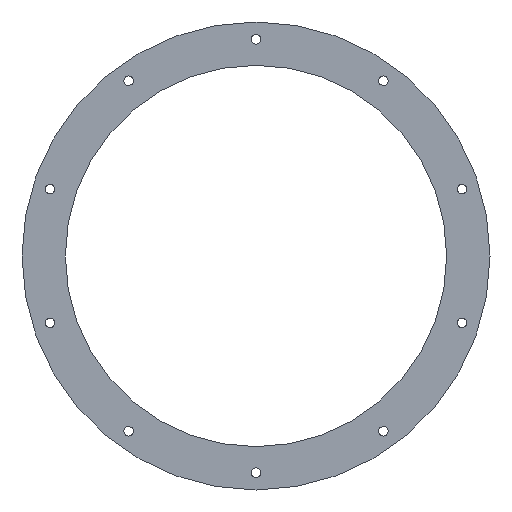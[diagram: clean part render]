
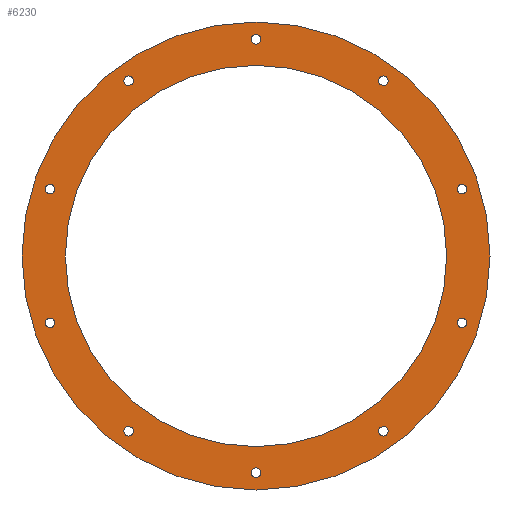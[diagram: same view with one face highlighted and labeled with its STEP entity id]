
A CAD part, front view. The second image highlights one B-rep face of the part: STEP entity #6230.
In plain terms, the highlighted planar face has unit normal (0, -1, 0).
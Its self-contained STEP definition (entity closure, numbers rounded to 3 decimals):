
#54=FACE_BOUND('',#921,.T.);
#55=FACE_BOUND('',#922,.T.);
#56=FACE_BOUND('',#923,.T.);
#57=FACE_BOUND('',#924,.T.);
#58=FACE_BOUND('',#925,.T.);
#59=FACE_BOUND('',#926,.T.);
#60=FACE_BOUND('',#927,.T.);
#61=FACE_BOUND('',#928,.T.);
#62=FACE_BOUND('',#929,.T.);
#63=FACE_BOUND('',#930,.T.);
#64=FACE_BOUND('',#931,.T.);
#82=CIRCLE('',#6468,2.75);
#83=CIRCLE('',#6470,2.75);
#84=CIRCLE('',#6472,2.75);
#85=CIRCLE('',#6474,2.75);
#86=CIRCLE('',#6476,2.75);
#87=CIRCLE('',#6478,2.75);
#88=CIRCLE('',#6480,2.75);
#89=CIRCLE('',#6482,2.75);
#90=CIRCLE('',#6484,2.75);
#91=CIRCLE('',#6486,2.75);
#93=CIRCLE('',#6491,110.);
#94=CIRCLE('',#6493,135.);
#553=FACE_OUTER_BOUND('',#920,.T.);
#920=EDGE_LOOP('',(#5694));
#921=EDGE_LOOP('',(#5695));
#922=EDGE_LOOP('',(#5696));
#923=EDGE_LOOP('',(#5697));
#924=EDGE_LOOP('',(#5698));
#925=EDGE_LOOP('',(#5699));
#926=EDGE_LOOP('',(#5700));
#927=EDGE_LOOP('',(#5701));
#928=EDGE_LOOP('',(#5702));
#929=EDGE_LOOP('',(#5703));
#930=EDGE_LOOP('',(#5704));
#931=EDGE_LOOP('',(#5705));
#3011=VERTEX_POINT('',#11240);
#3012=VERTEX_POINT('',#11244);
#3013=VERTEX_POINT('',#11248);
#3014=VERTEX_POINT('',#11252);
#3015=VERTEX_POINT('',#11256);
#3016=VERTEX_POINT('',#11260);
#3017=VERTEX_POINT('',#11264);
#3018=VERTEX_POINT('',#11268);
#3019=VERTEX_POINT('',#11272);
#3020=VERTEX_POINT('',#11276);
#3022=VERTEX_POINT('',#11285);
#3023=VERTEX_POINT('',#11289);
#3893=EDGE_CURVE('',#3011,#3011,#82,.T.);
#3895=EDGE_CURVE('',#3012,#3012,#83,.T.);
#3897=EDGE_CURVE('',#3013,#3013,#84,.T.);
#3899=EDGE_CURVE('',#3014,#3014,#85,.T.);
#3901=EDGE_CURVE('',#3015,#3015,#86,.T.);
#3903=EDGE_CURVE('',#3016,#3016,#87,.T.);
#3905=EDGE_CURVE('',#3017,#3017,#88,.T.);
#3907=EDGE_CURVE('',#3018,#3018,#89,.T.);
#3909=EDGE_CURVE('',#3019,#3019,#90,.T.);
#3911=EDGE_CURVE('',#3020,#3020,#91,.T.);
#3915=EDGE_CURVE('',#3022,#3022,#93,.T.);
#3917=EDGE_CURVE('',#3023,#3023,#94,.T.);
#5694=ORIENTED_EDGE('',*,*,#3917,.F.);
#5695=ORIENTED_EDGE('',*,*,#3893,.T.);
#5696=ORIENTED_EDGE('',*,*,#3895,.T.);
#5697=ORIENTED_EDGE('',*,*,#3897,.T.);
#5698=ORIENTED_EDGE('',*,*,#3899,.T.);
#5699=ORIENTED_EDGE('',*,*,#3901,.T.);
#5700=ORIENTED_EDGE('',*,*,#3903,.T.);
#5701=ORIENTED_EDGE('',*,*,#3905,.T.);
#5702=ORIENTED_EDGE('',*,*,#3907,.T.);
#5703=ORIENTED_EDGE('',*,*,#3909,.T.);
#5704=ORIENTED_EDGE('',*,*,#3911,.T.);
#5705=ORIENTED_EDGE('',*,*,#3915,.F.);
#5902=PLANE('',#6495);
#6230=ADVANCED_FACE('',(#553,#54,#55,#56,#57,#58,#59,#60,#61,#62,#63,#64),
#5902,.F.);
#6468=AXIS2_PLACEMENT_3D('',#11242,#7546,#7547);
#6470=AXIS2_PLACEMENT_3D('',#11246,#7551,#7552);
#6472=AXIS2_PLACEMENT_3D('',#11250,#7556,#7557);
#6474=AXIS2_PLACEMENT_3D('',#11254,#7561,#7562);
#6476=AXIS2_PLACEMENT_3D('',#11258,#7566,#7567);
#6478=AXIS2_PLACEMENT_3D('',#11262,#7571,#7572);
#6480=AXIS2_PLACEMENT_3D('',#11266,#7576,#7577);
#6482=AXIS2_PLACEMENT_3D('',#11270,#7581,#7582);
#6484=AXIS2_PLACEMENT_3D('',#11274,#7586,#7587);
#6486=AXIS2_PLACEMENT_3D('',#11278,#7591,#7592);
#6491=AXIS2_PLACEMENT_3D('',#11287,#7603,#7604);
#6493=AXIS2_PLACEMENT_3D('',#11291,#7608,#7609);
#6495=AXIS2_PLACEMENT_3D('',#11293,#7612,#7613);
#7546=DIRECTION('center_axis',(0.,1.,0.));
#7547=DIRECTION('ref_axis',(0.809,0.,0.588));
#7551=DIRECTION('center_axis',(0.,1.,0.));
#7552=DIRECTION('ref_axis',(0.309,0.,0.951));
#7556=DIRECTION('center_axis',(0.,1.,0.));
#7557=DIRECTION('ref_axis',(-0.309,0.,0.951));
#7561=DIRECTION('center_axis',(0.,1.,0.));
#7562=DIRECTION('ref_axis',(-0.809,0.,0.588));
#7566=DIRECTION('center_axis',(0.,1.,0.));
#7567=DIRECTION('ref_axis',(-1.,0.,0.));
#7571=DIRECTION('center_axis',(0.,1.,0.));
#7572=DIRECTION('ref_axis',(-0.809,0.,-0.588));
#7576=DIRECTION('center_axis',(0.,1.,0.));
#7577=DIRECTION('ref_axis',(-0.309,0.,-0.951));
#7581=DIRECTION('center_axis',(0.,1.,0.));
#7582=DIRECTION('ref_axis',(0.309,0.,-0.951));
#7586=DIRECTION('center_axis',(0.,1.,0.));
#7587=DIRECTION('ref_axis',(0.809,0.,-0.588));
#7591=DIRECTION('center_axis',(0.,1.,0.));
#7592=DIRECTION('ref_axis',(1.,0.,0.));
#7603=DIRECTION('center_axis',(0.,-1.,0.));
#7604=DIRECTION('ref_axis',(1.,0.,0.));
#7608=DIRECTION('center_axis',(0.,1.,0.));
#7609=DIRECTION('ref_axis',(-1.,0.,0.));
#7612=DIRECTION('center_axis',(0.,1.,0.));
#7613=DIRECTION('ref_axis',(0.,0.,1.));
#11240=CARTESIAN_POINT('',(71.248,0.,-102.744));
#11242=CARTESIAN_POINT('Origin',(73.473,0.,-101.127));
#11244=CARTESIAN_POINT('',(118.032,0.,-41.243));
#11246=CARTESIAN_POINT('Origin',(118.882,0.,-38.627));
#11248=CARTESIAN_POINT('',(119.732,0.,36.012));
#11250=CARTESIAN_POINT('Origin',(118.882,0.,38.627));
#11252=CARTESIAN_POINT('',(75.698,0.,99.511));
#11254=CARTESIAN_POINT('Origin',(73.473,0.,101.127));
#11256=CARTESIAN_POINT('',(2.75,0.,125.));
#11258=CARTESIAN_POINT('Origin',(0.,0.,125.));
#11260=CARTESIAN_POINT('',(-71.248,0.,102.744));
#11262=CARTESIAN_POINT('Origin',(-73.473,0.,101.127));
#11264=CARTESIAN_POINT('',(-118.032,0.,41.243));
#11266=CARTESIAN_POINT('Origin',(-118.882,0.,38.627));
#11268=CARTESIAN_POINT('',(-119.732,0.,-36.012));
#11270=CARTESIAN_POINT('Origin',(-118.882,0.,-38.627));
#11272=CARTESIAN_POINT('',(-75.698,0.,-99.511));
#11274=CARTESIAN_POINT('Origin',(-73.473,0.,-101.127));
#11276=CARTESIAN_POINT('',(-2.75,0.,-125.));
#11278=CARTESIAN_POINT('Origin',(0.,0.,-125.));
#11285=CARTESIAN_POINT('',(-110.,0.,0.));
#11287=CARTESIAN_POINT('Origin',(0.,0.,0.));
#11289=CARTESIAN_POINT('',(135.,0.,0.));
#11291=CARTESIAN_POINT('Origin',(0.,0.,0.));
#11293=CARTESIAN_POINT('Origin',(0.,0.,0.));
